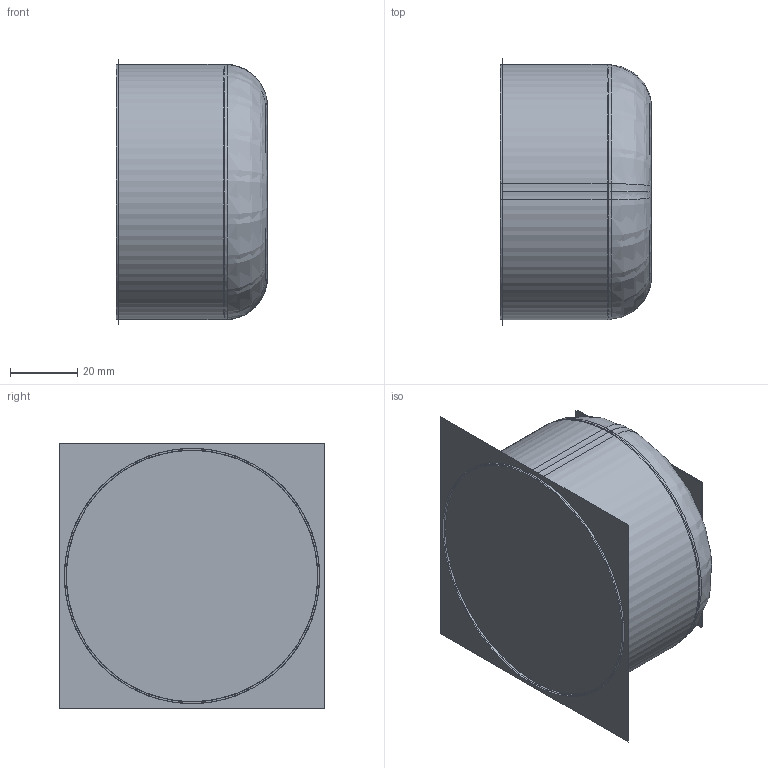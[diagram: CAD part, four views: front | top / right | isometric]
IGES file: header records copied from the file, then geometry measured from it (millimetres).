
Start section:  PTC IGES file: 314_asm.igs
Global section: file name: 314_asm.igs; native system: Creo Parametric by PTC Inc.; preprocessor: 2018500; author: NSantos; organization: Unknown; date: 20210609.141615; units: inch
Bounding box: 45.09 x 79.25 x 79.25 mm (x, y, z)
Surface area: 120540.7 mm2 (no closed solid volume)
Topology: 0 solids, 0 shells, 94 faces, 1360 edges, 1804 vertices
Faces by surface type: revolution 64, bspline 30
